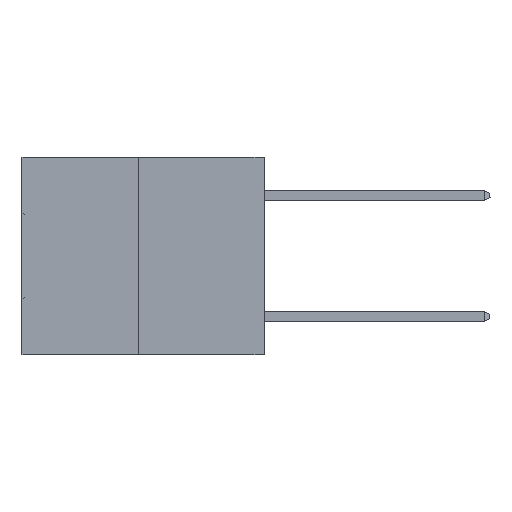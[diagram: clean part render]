
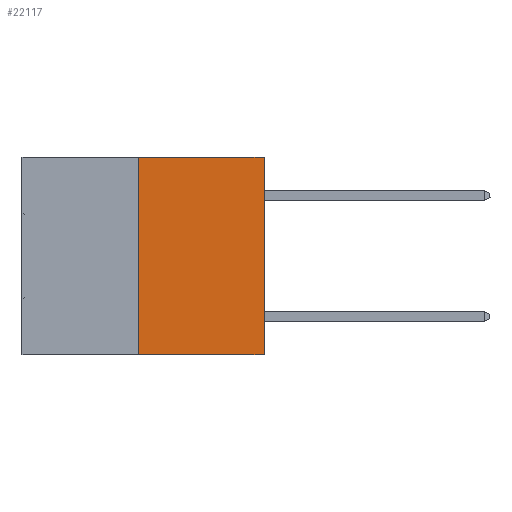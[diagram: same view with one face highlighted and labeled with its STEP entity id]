
A CAD part, left-side view. The second image highlights one B-rep face of the part: STEP entity #22117.
In plain terms, the highlighted planar face has unit normal (-1, 0, 0).
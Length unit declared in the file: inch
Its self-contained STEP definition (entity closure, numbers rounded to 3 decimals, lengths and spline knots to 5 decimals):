
#400 = EDGE_CURVE ( 'NONE', #17254, #22422, #25261, .T. ) ;
#1977 = PLANE ( 'NONE',  #19533 ) ;
#2225 = EDGE_CURVE ( 'NONE', #9687, #14216, #18158, .T. ) ;
#3171 = EDGE_CURVE ( 'NONE', #9687, #17254, #23739, .T. ) ;
#3309 = DIRECTION ( 'NONE',  ( 0., 0., 1. ) ) ;
#3382 = VECTOR ( 'NONE', #16995, 39.37008 ) ;
#3430 = CARTESIAN_POINT ( 'NONE',  ( 0., 0., -0.49 ) ) ;
#3433 = CARTESIAN_POINT ( 'NONE',  ( 0., 0., 0. ) ) ;
#4714 = LINE ( 'NONE', #3433, #28634 ) ;
#6337 = CARTESIAN_POINT ( 'NONE',  ( 0., 0.312, -0.49 ) ) ;
#7940 = EDGE_CURVE ( 'NONE', #14216, #22422, #4714, .T. ) ;
#9112 = ORIENTED_EDGE ( 'NONE', *, *, #2225, .T. ) ;
#9687 = VERTEX_POINT ( 'NONE', #24204 ) ;
#10222 = DIRECTION ( 'NONE',  ( 0., 0., -1. ) ) ;
#14216 = VERTEX_POINT ( 'NONE', #3430 ) ;
#16335 = ORIENTED_EDGE ( 'NONE', *, *, #7940, .T. ) ;
#16995 = DIRECTION ( 'NONE',  ( 0., -1., 0. ) ) ;
#17254 = VERTEX_POINT ( 'NONE', #28518 ) ;
#18158 = LINE ( 'NONE', #21736, #3382 ) ;
#19533 = AXIS2_PLACEMENT_3D ( 'NONE', #29583, #24085, #10222 ) ;
#20045 = ORIENTED_EDGE ( 'NONE', *, *, #3171, .F. ) ;
#20365 = EDGE_LOOP ( 'NONE', ( #20045, #9112, #16335, #32366 ) ) ;
#21099 = DIRECTION ( 'NONE',  ( 0., -1., 0. ) ) ;
#21736 = CARTESIAN_POINT ( 'NONE',  ( 0., 0.6, -0.49 ) ) ;
#22117 = ADVANCED_FACE ( 'NONE', ( #25259 ), #1977, .F. ) ;
#22422 = VERTEX_POINT ( 'NONE', #29499 ) ;
#23669 = CARTESIAN_POINT ( 'NONE',  ( 0., 0.6, 0. ) ) ;
#23739 = LINE ( 'NONE', #6337, #31980 ) ;
#24085 = DIRECTION ( 'NONE',  ( 1., 0., 0. ) ) ;
#24204 = CARTESIAN_POINT ( 'NONE',  ( 0., 0.312, -0.49 ) ) ;
#24393 = VECTOR ( 'NONE', #21099, 39.37008 ) ;
#25259 = FACE_OUTER_BOUND ( 'NONE', #20365, .T. ) ;
#25261 = LINE ( 'NONE', #23669, #24393 ) ;
#25360 = DIRECTION ( 'NONE',  ( 0., 0., 1. ) ) ;
#28518 = CARTESIAN_POINT ( 'NONE',  ( 0., 0.312, 0. ) ) ;
#28634 = VECTOR ( 'NONE', #3309, 39.37008 ) ;
#29499 = CARTESIAN_POINT ( 'NONE',  ( 0., 0., 0. ) ) ;
#29583 = CARTESIAN_POINT ( 'NONE',  ( 0., 0.6, 0. ) ) ;
#31980 = VECTOR ( 'NONE', #25360, 39.37008 ) ;
#32366 = ORIENTED_EDGE ( 'NONE', *, *, #400, .F. ) ;
